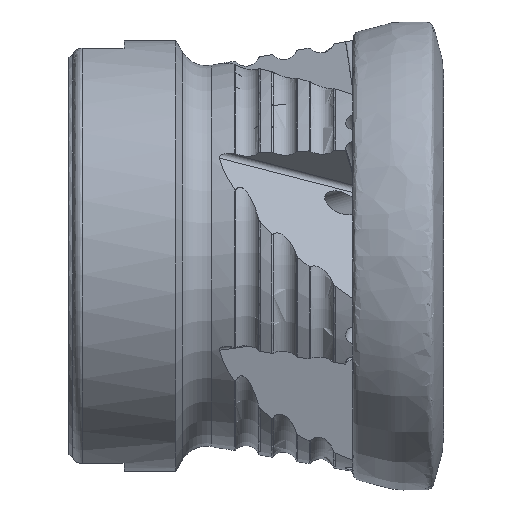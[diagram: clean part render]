
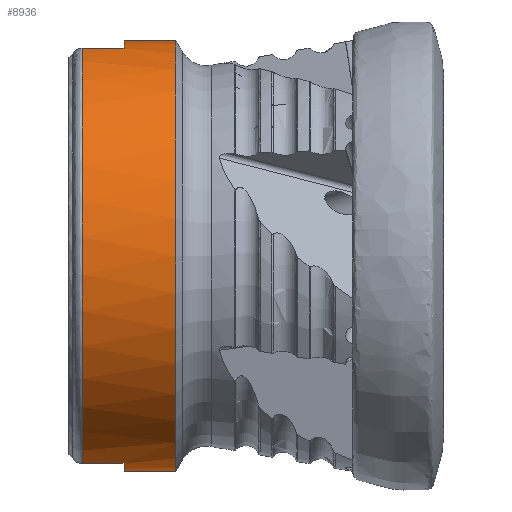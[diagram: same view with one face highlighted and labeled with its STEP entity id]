
A CAD part, front view. The second image highlights one B-rep face of the part: STEP entity #8936.
In plain terms, the highlighted cylindrical face has radius 23 mm (diameter 46 mm), a full revolution.
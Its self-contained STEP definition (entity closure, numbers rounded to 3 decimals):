
#194 = CIRCLE ( 'NONE', #7386, 23. ) ;
#201 = VERTEX_POINT ( 'NONE', #11661 ) ;
#323 = DIRECTION ( 'NONE',  ( 0., 0., -1. ) ) ;
#509 = EDGE_LOOP ( 'NONE', ( #9658, #2449, #5622, #11295, #8174, #3061, #2686, #4359 ) ) ;
#1076 = DIRECTION ( 'NONE',  ( 1., 0., 0. ) ) ;
#1164 = CIRCLE ( 'NONE', #6801, 23. ) ;
#1320 = EDGE_CURVE ( 'Kante61', #9565, #2635, #194, .T. ) ;
#1342 = AXIS2_PLACEMENT_3D ( 'NONE', #9099, #3728, #10020 ) ;
#1398 = VERTEX_POINT ( 'NONE', #6345 ) ;
#1460 = VECTOR ( 'NONE', #3068, 1000. ) ;
#1606 = CARTESIAN_POINT ( 'NONE',  ( -33.07, 6.156, 22.161 ) ) ;
#1618 = VECTOR ( 'NONE', #6078, 1000. ) ;
#1690 = VERTEX_POINT ( 'NONE', #11398 ) ;
#1699 = DIRECTION ( 'NONE',  ( -1., 0., 0. ) ) ;
#1807 = EDGE_CURVE ( 'NONE', #9565, #4187, #7015, .T. ) ;
#1809 = EDGE_CURVE ( 'NONE', #201, #2635, #2205, .T. ) ;
#2005 = AXIS2_PLACEMENT_3D ( 'NONE', #10784, #7173, #9862 ) ;
#2164 = EDGE_CURVE ( 'Kante68', #1690, #8398, #2920, .T. ) ;
#2205 = LINE ( 'NONE', #5470, #6711 ) ;
#2449 = ORIENTED_EDGE ( 'NONE', *, *, #1809, .T. ) ;
#2501 = AXIS2_PLACEMENT_3D ( 'NONE', #7099, #1699, #8018 ) ;
#2635 = VERTEX_POINT ( 'NONE', #1606 ) ;
#2686 = ORIENTED_EDGE ( 'NONE', *, *, #2164, .F. ) ;
#2920 = CIRCLE ( 'NONE', #2501, 23. ) ;
#3061 = ORIENTED_EDGE ( 'NONE', *, *, #4991, .T. ) ;
#3068 = DIRECTION ( 'NONE',  ( -1., 0., 0. ) ) ;
#3105 = VERTEX_POINT ( 'NONE', #5235 ) ;
#3603 = CARTESIAN_POINT ( 'NONE',  ( -27.55, 0., 0. ) ) ;
#3728 = DIRECTION ( 'NONE',  ( 1., 0., 0. ) ) ;
#3905 = LINE ( 'NONE', #9363, #1460 ) ;
#4042 = LINE ( 'NONE', #5092, #1618 ) ;
#4187 = VERTEX_POINT ( 'NONE', #7891 ) ;
#4359 = ORIENTED_EDGE ( 'NONE', *, *, #7904, .T. ) ;
#4510 = DIRECTION ( 'NONE',  ( 0., 0., -1. ) ) ;
#4548 = EDGE_CURVE ( 'NONE', #1398, #1398, #1164, .T. ) ;
#4616 = EDGE_CURVE ( 'NONE', #4187, #9308, #7838, .T. ) ;
#4629 = DIRECTION ( 'NONE',  ( -1., 0., 0. ) ) ;
#4991 = EDGE_CURVE ( 'NONE', #9308, #8398, #4042, .T. ) ;
#5092 = CARTESIAN_POINT ( 'NONE',  ( 0., -6.156, -22.161 ) ) ;
#5235 = CARTESIAN_POINT ( 'NONE',  ( -37.55, 6.156, -22.161 ) ) ;
#5470 = CARTESIAN_POINT ( 'NONE',  ( 0., 6.156, 22.161 ) ) ;
#5622 = ORIENTED_EDGE ( 'NONE', *, *, #1320, .F. ) ;
#5703 = FACE_OUTER_BOUND ( 'NONE', #5947, .T. ) ;
#5766 = DIRECTION ( 'NONE',  ( -1., 0., 0. ) ) ;
#5947 = EDGE_LOOP ( 'NONE', ( #7970 ) ) ;
#6078 = DIRECTION ( 'NONE',  ( 1., 0., 0. ) ) ;
#6094 = CARTESIAN_POINT ( 'NONE',  ( -33.07, -6.156, -22.161 ) ) ;
#6233 = CARTESIAN_POINT ( 'NONE',  ( -33.07, -6.156, 22.161 ) ) ;
#6345 = CARTESIAN_POINT ( 'NONE',  ( -27.55, 0., -23. ) ) ;
#6503 = CARTESIAN_POINT ( 'NONE',  ( -37.55, 0., 0. ) ) ;
#6640 = AXIS2_PLACEMENT_3D ( 'NONE', #6503, #1076, #7406 ) ;
#6711 = VECTOR ( 'NONE', #7310, 1000. ) ;
#6726 = CARTESIAN_POINT ( 'NONE',  ( -37.55, -6.156, -22.161 ) ) ;
#6801 = AXIS2_PLACEMENT_3D ( 'NONE', #3603, #9889, #4510 ) ;
#7015 = LINE ( 'NONE', #9092, #11533 ) ;
#7099 = CARTESIAN_POINT ( 'NONE',  ( -33.07, 0., 0. ) ) ;
#7173 = DIRECTION ( 'NONE',  ( 1., 0., 0. ) ) ;
#7251 = EDGE_CURVE ( 'NONE', #3105, #201, #11040, .T. ) ;
#7310 = DIRECTION ( 'NONE',  ( 1., 0., 0. ) ) ;
#7386 = AXIS2_PLACEMENT_3D ( 'NONE', #11176, #5766, #323 ) ;
#7406 = DIRECTION ( 'NONE',  ( 0., 0., -1. ) ) ;
#7820 = CYLINDRICAL_SURFACE ( 'NONE', #2005, 23. ) ;
#7838 = CIRCLE ( 'NONE', #1342, 23. ) ;
#7891 = CARTESIAN_POINT ( 'NONE',  ( -37.55, -6.156, 22.161 ) ) ;
#7904 = EDGE_CURVE ( 'NONE', #1690, #3105, #3905, .T. ) ;
#7970 = ORIENTED_EDGE ( 'NONE', *, *, #4548, .F. ) ;
#8018 = DIRECTION ( 'NONE',  ( 0., 0., -1. ) ) ;
#8111 = FACE_OUTER_BOUND ( 'NONE', #509, .T. ) ;
#8174 = ORIENTED_EDGE ( 'NONE', *, *, #4616, .T. ) ;
#8398 = VERTEX_POINT ( 'NONE', #6094 ) ;
#8936 = ADVANCED_FACE ( 'Fl�che8', ( #8111, #5703 ), #7820, .T. ) ;
#9092 = CARTESIAN_POINT ( 'NONE',  ( 0., -6.156, 22.161 ) ) ;
#9099 = CARTESIAN_POINT ( 'NONE',  ( -37.55, 0., 0. ) ) ;
#9308 = VERTEX_POINT ( 'NONE', #6726 ) ;
#9363 = CARTESIAN_POINT ( 'NONE',  ( 0., 6.156, -22.161 ) ) ;
#9565 = VERTEX_POINT ( 'NONE', #6233 ) ;
#9658 = ORIENTED_EDGE ( 'NONE', *, *, #7251, .T. ) ;
#9862 = DIRECTION ( 'NONE',  ( 0., 0., -1. ) ) ;
#9889 = DIRECTION ( 'NONE',  ( 1., 0., 0. ) ) ;
#10020 = DIRECTION ( 'NONE',  ( 0., 0., -1. ) ) ;
#10784 = CARTESIAN_POINT ( 'NONE',  ( 0., 0., 0. ) ) ;
#11040 = CIRCLE ( 'NONE', #6640, 23. ) ;
#11176 = CARTESIAN_POINT ( 'NONE',  ( -33.07, 0., 0. ) ) ;
#11295 = ORIENTED_EDGE ( 'NONE', *, *, #1807, .T. ) ;
#11398 = CARTESIAN_POINT ( 'NONE',  ( -33.07, 6.156, -22.161 ) ) ;
#11533 = VECTOR ( 'NONE', #4629, 1000. ) ;
#11661 = CARTESIAN_POINT ( 'NONE',  ( -37.55, 6.156, 22.161 ) ) ;
